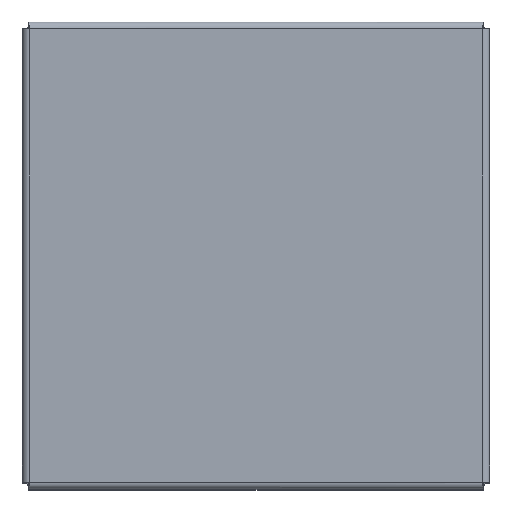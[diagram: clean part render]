
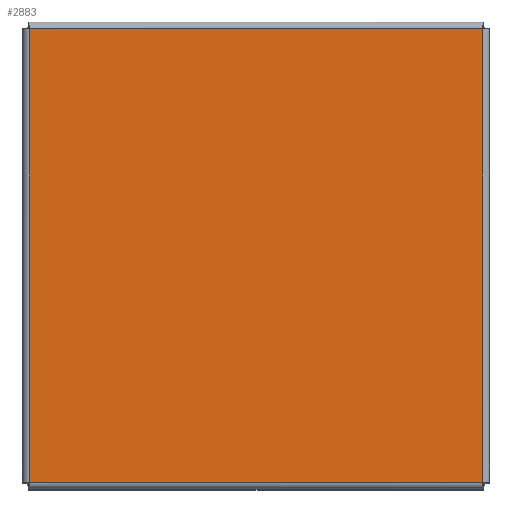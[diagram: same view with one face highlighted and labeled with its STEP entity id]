
A CAD part, top view. The second image highlights one B-rep face of the part: STEP entity #2883.
In plain terms, the highlighted planar face has unit normal (0, 0, 1).
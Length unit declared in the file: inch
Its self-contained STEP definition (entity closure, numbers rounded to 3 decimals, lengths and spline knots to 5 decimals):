
#193=PLANE($,#3074);
#393=LINE($,#4570,#623);
#398=LINE($,#4649,#628);
#402=LINE($,#4726,#632);
#406=LINE($,#4802,#636);
#623=VECTOR($,#3499,5.9458);
#628=VECTOR($,#3510,5.9458);
#632=VECTOR($,#3520,5.9458);
#636=VECTOR($,#3530,5.9458);
#893=FACE_OUTER_BOUND($,#1071,.T.);
#1071=EDGE_LOOP($,(#2203,#2204,#2205,#2206));
#1371=VERTEX_POINT($,#4561);
#1372=VERTEX_POINT($,#4569);
#1375=VERTEX_POINT($,#4641);
#1377=VERTEX_POINT($,#4718);
#1656=EDGE_CURVE($,#1372,#1371,#393,.T.);
#1665=EDGE_CURVE($,#1371,#1375,#398,.T.);
#1673=EDGE_CURVE($,#1375,#1377,#402,.T.);
#1681=EDGE_CURVE($,#1377,#1372,#406,.T.);
#2203=ORIENTED_EDGE($,*,*,#1656,.T.);
#2204=ORIENTED_EDGE($,*,*,#1665,.T.);
#2205=ORIENTED_EDGE($,*,*,#1673,.T.);
#2206=ORIENTED_EDGE($,*,*,#1681,.T.);
#2883=ADVANCED_FACE($,(#893),#193,.T.);
#3074=AXIS2_PLACEMENT_3D($,#4868,#3537,#3538);
#3499=DIRECTION($,(0.,1.,0.));
#3510=DIRECTION($,(-1.,0.,0.));
#3520=DIRECTION($,(0.,-1.,0.));
#3530=DIRECTION($,(1.,0.,0.));
#3537=DIRECTION('center_axis',(0.,0.,1.));
#3538=DIRECTION('ref_axis',(1.,0.,0.));
#4561=CARTESIAN_POINT('',(6.0354,6.0354,0.074));
#4569=CARTESIAN_POINT('',(6.0354,0.0896,0.074));
#4570=CARTESIAN_POINT($,(6.0354,1.57605,0.074));
#4641=CARTESIAN_POINT('',(0.0896,6.0354,0.074));
#4649=CARTESIAN_POINT($,(4.54895,6.0354,0.074));
#4718=CARTESIAN_POINT('',(0.0896,0.0896,0.074));
#4726=CARTESIAN_POINT($,(0.0896,4.54895,0.074));
#4802=CARTESIAN_POINT($,(1.57605,0.0896,0.074));
#4868=CARTESIAN_POINT('Origin',(3.0625,3.0625,0.074));
